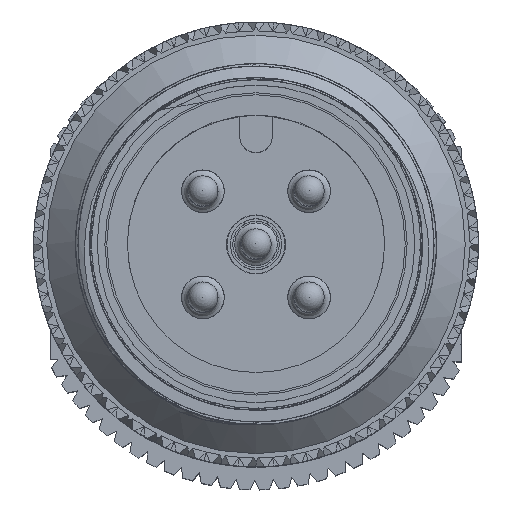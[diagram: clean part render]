
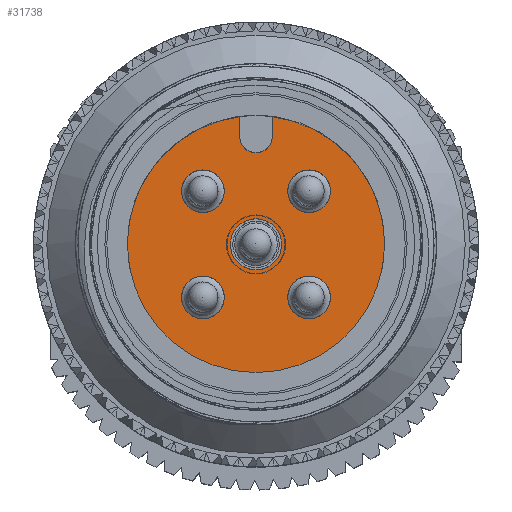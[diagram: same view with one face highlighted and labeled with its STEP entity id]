
A CAD part, top view. The second image highlights one B-rep face of the part: STEP entity #31738.
In plain terms, the highlighted planar face has unit normal (0, 0, 1).
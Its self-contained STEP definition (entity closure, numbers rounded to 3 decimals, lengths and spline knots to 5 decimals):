
#7231=LINE('',#40439,#7947);
#7236=LINE('',#40453,#7952);
#7947=VECTOR('',#36520,0.3937);
#7952=VECTOR('',#36533,0.3937);
#8789=FACE_BOUND('',#11282,.T.);
#8790=FACE_BOUND('',#11283,.T.);
#8791=FACE_BOUND('',#11284,.T.);
#8792=FACE_BOUND('',#11285,.T.);
#8793=FACE_BOUND('',#11286,.T.);
#9090=FACE_OUTER_BOUND('',#11281,.T.);
#11281=EDGE_LOOP('',(#22713,#22714,#22715,#22716,#22717));
#11282=EDGE_LOOP('',(#22718,#22719));
#11283=EDGE_LOOP('',(#22720,#22721));
#11284=EDGE_LOOP('',(#22722,#22723));
#11285=EDGE_LOOP('',(#22724,#22725));
#11286=EDGE_LOOP('',(#22726,#22727));
#13478=CIRCLE('',#34187,0.0275);
#13479=CIRCLE('',#34188,0.0275);
#13486=CIRCLE('',#34198,0.0275);
#13487=CIRCLE('',#34199,0.0275);
#13494=CIRCLE('',#34209,0.0275);
#13495=CIRCLE('',#34210,0.0275);
#13502=CIRCLE('',#34220,0.0275);
#13503=CIRCLE('',#34221,0.0275);
#13504=CIRCLE('',#34224,0.021);
#13507=CIRCLE('',#34230,0.166);
#13508=CIRCLE('',#34231,0.166);
#13509=CIRCLE('',#34232,0.033);
#13510=CIRCLE('',#34233,0.033);
#14297=VERTEX_POINT('',#40368);
#14298=VERTEX_POINT('',#40370);
#14305=VERTEX_POINT('',#40389);
#14306=VERTEX_POINT('',#40391);
#14313=VERTEX_POINT('',#40410);
#14314=VERTEX_POINT('',#40412);
#14321=VERTEX_POINT('',#40431);
#14322=VERTEX_POINT('',#40433);
#14323=VERTEX_POINT('',#40437);
#14324=VERTEX_POINT('',#40438);
#14327=VERTEX_POINT('',#40446);
#14329=VERTEX_POINT('',#40452);
#14331=VERTEX_POINT('',#40460);
#14332=VERTEX_POINT('',#40463);
#14333=VERTEX_POINT('',#40464);
#17247=EDGE_CURVE('',#14298,#14297,#13478,.T.);
#17248=EDGE_CURVE('',#14297,#14298,#13479,.T.);
#17257=EDGE_CURVE('',#14306,#14305,#13486,.T.);
#17258=EDGE_CURVE('',#14305,#14306,#13487,.T.);
#17267=EDGE_CURVE('',#14314,#14313,#13494,.T.);
#17268=EDGE_CURVE('',#14313,#14314,#13495,.T.);
#17277=EDGE_CURVE('',#14322,#14321,#13502,.T.);
#17278=EDGE_CURVE('',#14321,#14322,#13503,.T.);
#17279=EDGE_CURVE('',#14323,#14324,#7231,.T.);
#17283=EDGE_CURVE('',#14324,#14327,#13504,.T.);
#17286=EDGE_CURVE('',#14327,#14329,#7236,.T.);
#17290=EDGE_CURVE('',#14331,#14329,#13507,.T.);
#17291=EDGE_CURVE('',#14323,#14331,#13508,.T.);
#17292=EDGE_CURVE('',#14332,#14333,#13509,.T.);
#17293=EDGE_CURVE('',#14333,#14332,#13510,.T.);
#22713=ORIENTED_EDGE('',*,*,#17279,.T.);
#22714=ORIENTED_EDGE('',*,*,#17283,.T.);
#22715=ORIENTED_EDGE('',*,*,#17286,.T.);
#22716=ORIENTED_EDGE('',*,*,#17290,.F.);
#22717=ORIENTED_EDGE('',*,*,#17291,.F.);
#22718=ORIENTED_EDGE('',*,*,#17247,.T.);
#22719=ORIENTED_EDGE('',*,*,#17248,.T.);
#22720=ORIENTED_EDGE('',*,*,#17257,.T.);
#22721=ORIENTED_EDGE('',*,*,#17258,.T.);
#22722=ORIENTED_EDGE('',*,*,#17267,.T.);
#22723=ORIENTED_EDGE('',*,*,#17268,.T.);
#22724=ORIENTED_EDGE('',*,*,#17277,.T.);
#22725=ORIENTED_EDGE('',*,*,#17278,.T.);
#22726=ORIENTED_EDGE('',*,*,#17292,.T.);
#22727=ORIENTED_EDGE('',*,*,#17293,.T.);
#31346=PLANE('',#34229);
#31738=ADVANCED_FACE('',(#9090,#8789,#8790,#8791,#8792,#8793),#31346,.T.);
#34187=AXIS2_PLACEMENT_3D('',#40371,#36442,#36443);
#34188=AXIS2_PLACEMENT_3D('',#40372,#36444,#36445);
#34198=AXIS2_PLACEMENT_3D('',#40392,#36466,#36467);
#34199=AXIS2_PLACEMENT_3D('',#40393,#36468,#36469);
#34209=AXIS2_PLACEMENT_3D('',#40413,#36490,#36491);
#34210=AXIS2_PLACEMENT_3D('',#40414,#36492,#36493);
#34220=AXIS2_PLACEMENT_3D('',#40434,#36514,#36515);
#34221=AXIS2_PLACEMENT_3D('',#40435,#36516,#36517);
#34224=AXIS2_PLACEMENT_3D('',#40447,#36526,#36527);
#34229=AXIS2_PLACEMENT_3D('',#40459,#36540,#36541);
#34230=AXIS2_PLACEMENT_3D('',#40461,#36542,#36543);
#34231=AXIS2_PLACEMENT_3D('',#40462,#36544,#36545);
#34232=AXIS2_PLACEMENT_3D('',#40465,#36546,#36547);
#34233=AXIS2_PLACEMENT_3D('',#40466,#36548,#36549);
#36442=DIRECTION('center_axis',(0.,0.,-1.));
#36443=DIRECTION('ref_axis',(-0.707,0.707,0.));
#36444=DIRECTION('center_axis',(0.,0.,-1.));
#36445=DIRECTION('ref_axis',(-0.707,0.707,0.));
#36466=DIRECTION('center_axis',(0.,0.,-1.));
#36467=DIRECTION('ref_axis',(-0.707,-0.707,0.));
#36468=DIRECTION('center_axis',(0.,0.,-1.));
#36469=DIRECTION('ref_axis',(-0.707,-0.707,0.));
#36490=DIRECTION('center_axis',(0.,0.,-1.));
#36491=DIRECTION('ref_axis',(0.707,-0.707,0.));
#36492=DIRECTION('center_axis',(0.,0.,-1.));
#36493=DIRECTION('ref_axis',(0.707,-0.707,0.));
#36514=DIRECTION('center_axis',(0.,0.,-1.));
#36515=DIRECTION('ref_axis',(0.707,0.707,0.));
#36516=DIRECTION('center_axis',(0.,0.,-1.));
#36517=DIRECTION('ref_axis',(0.707,0.707,0.));
#36520=DIRECTION('',(0.,-1.,0.));
#36526=DIRECTION('center_axis',(0.,0.,-1.));
#36527=DIRECTION('ref_axis',(-1.,0.,0.));
#36533=DIRECTION('',(0.,1.,0.));
#36540=DIRECTION('center_axis',(0.,0.,1.));
#36541=DIRECTION('ref_axis',(1.,0.,0.));
#36542=DIRECTION('center_axis',(0.,0.,-1.));
#36543=DIRECTION('ref_axis',(1.,0.,0.));
#36544=DIRECTION('center_axis',(0.,0.,-1.));
#36545=DIRECTION('ref_axis',(1.,0.,0.));
#36546=DIRECTION('center_axis',(0.,0.,-1.));
#36547=DIRECTION('ref_axis',(1.,0.,0.));
#36548=DIRECTION('center_axis',(0.,0.,-1.));
#36549=DIRECTION('ref_axis',(1.,0.,0.));
#40368=CARTESIAN_POINT('',(-0.04903,0.04903,0.));
#40370=CARTESIAN_POINT('',(-0.08792,0.08792,0.));
#40371=CARTESIAN_POINT('Origin',(-0.06847,0.06847,
0.));
#40372=CARTESIAN_POINT('Origin',(-0.06847,0.06847,
0.));
#40389=CARTESIAN_POINT('',(-0.04903,-0.04903,0.));
#40391=CARTESIAN_POINT('',(-0.08792,-0.08792,0.));
#40392=CARTESIAN_POINT('Origin',(-0.06847,-0.06847,
0.));
#40393=CARTESIAN_POINT('Origin',(-0.06847,-0.06847,
0.));
#40410=CARTESIAN_POINT('',(0.04903,-0.04903,0.));
#40412=CARTESIAN_POINT('',(0.08792,-0.08792,0.));
#40413=CARTESIAN_POINT('Origin',(0.06847,-0.06847,
0.));
#40414=CARTESIAN_POINT('Origin',(0.06847,-0.06847,
0.));
#40431=CARTESIAN_POINT('',(0.04903,0.04903,0.));
#40433=CARTESIAN_POINT('',(0.08792,0.08792,0.));
#40434=CARTESIAN_POINT('Origin',(0.06847,0.06847,
0.));
#40435=CARTESIAN_POINT('Origin',(0.06847,0.06847,
0.));
#40437=CARTESIAN_POINT('',(0.021,0.16467,0.));
#40438=CARTESIAN_POINT('',(0.021,0.139,0.));
#40439=CARTESIAN_POINT('',(0.021,0.1525,0.));
#40446=CARTESIAN_POINT('',(-0.021,0.139,0.));
#40447=CARTESIAN_POINT('Origin',(0.,0.139,0.));
#40452=CARTESIAN_POINT('',(-0.021,0.16467,0.));
#40453=CARTESIAN_POINT('',(-0.021,0.16533,0.));
#40459=CARTESIAN_POINT('Origin',(0.,0.166,0.));
#40460=CARTESIAN_POINT('',(0.,-0.166,0.));
#40461=CARTESIAN_POINT('Origin',(0.,0.,0.));
#40462=CARTESIAN_POINT('Origin',(0.,0.,0.));
#40463=CARTESIAN_POINT('',(0.,0.033,0.));
#40464=CARTESIAN_POINT('',(0.,-0.033,0.));
#40465=CARTESIAN_POINT('Origin',(0.,0.,0.));
#40466=CARTESIAN_POINT('Origin',(0.,0.,0.));
